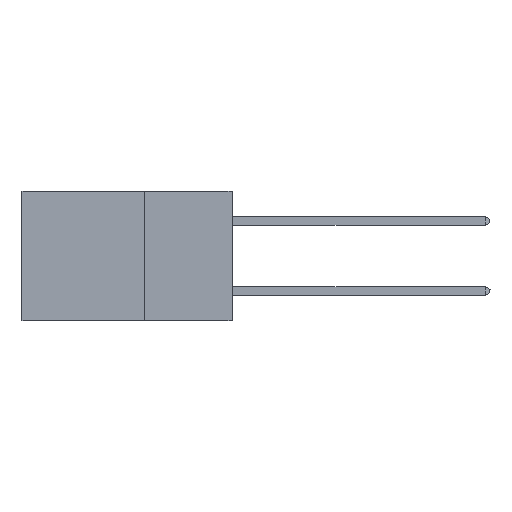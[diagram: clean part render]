
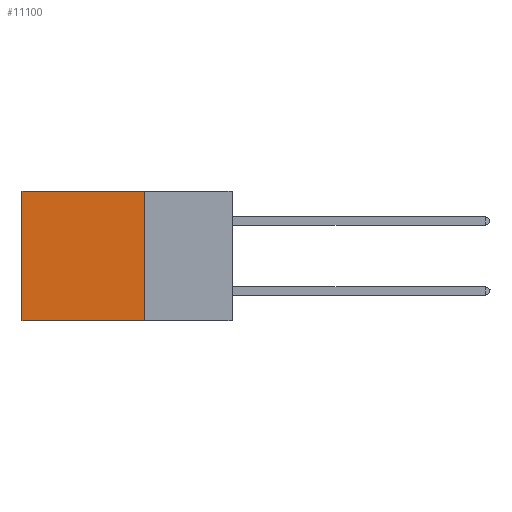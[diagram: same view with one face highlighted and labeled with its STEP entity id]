
A CAD part, left-side view. The second image highlights one B-rep face of the part: STEP entity #11100.
In plain terms, the highlighted planar face has unit normal (-1, 0, 0).
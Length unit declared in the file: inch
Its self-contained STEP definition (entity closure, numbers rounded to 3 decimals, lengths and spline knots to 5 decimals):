
#420 = VECTOR ( 'NONE', #23586, 39.37008 ) ;
#2069 = ORIENTED_EDGE ( 'NONE', *, *, #12204, .T. ) ;
#2227 = EDGE_CURVE ( 'NONE', #41904, #29300, #36773, .T. ) ;
#3411 = EDGE_CURVE ( 'NONE', #29300, #5501, #20574, .T. ) ;
#4884 = DIRECTION ( 'NONE',  ( 1., 0., 0. ) ) ;
#5501 = VERTEX_POINT ( 'NONE', #17073 ) ;
#5897 = CARTESIAN_POINT ( 'NONE',  ( 0.2875, 0.25, 0. ) ) ;
#6479 = VECTOR ( 'NONE', #22111, 39.37008 ) ;
#9318 = LINE ( 'NONE', #14126, #420 ) ;
#10852 = EDGE_LOOP ( 'NONE', ( #2069, #15317, #36391, #23739 ) ) ;
#11100 = ADVANCED_FACE ( 'NONE', ( #30688 ), #34694, .F. ) ;
#11244 = AXIS2_PLACEMENT_3D ( 'NONE', #5897, #4884, #21779 ) ;
#11280 = VECTOR ( 'NONE', #17837, 39.37008 ) ;
#11417 = CARTESIAN_POINT ( 'NONE',  ( 0.2875, 0.25, 0. ) ) ;
#12204 = EDGE_CURVE ( 'NONE', #25806, #5501, #9318, .T. ) ;
#13163 = DIRECTION ( 'NONE',  ( 0., 1., 0. ) ) ;
#14126 = CARTESIAN_POINT ( 'NONE',  ( 0.2875, 0.6, 0. ) ) ;
#15317 = ORIENTED_EDGE ( 'NONE', *, *, #3411, .F. ) ;
#17073 = CARTESIAN_POINT ( 'NONE',  ( 0.2875, 0.6, -0.37 ) ) ;
#17837 = DIRECTION ( 'NONE',  ( 0., 0., -1. ) ) ;
#18213 = CARTESIAN_POINT ( 'NONE',  ( 0.2875, 0.25, -0.37 ) ) ;
#20574 = LINE ( 'NONE', #42571, #34052 ) ;
#20915 = CARTESIAN_POINT ( 'NONE',  ( 0.2875, 0.25, 0. ) ) ;
#21779 = DIRECTION ( 'NONE',  ( 0., 0., -1. ) ) ;
#22111 = DIRECTION ( 'NONE',  ( 0., 1., 0. ) ) ;
#23431 = EDGE_CURVE ( 'NONE', #41904, #25806, #28312, .T. ) ;
#23586 = DIRECTION ( 'NONE',  ( 0., 0., -1. ) ) ;
#23739 = ORIENTED_EDGE ( 'NONE', *, *, #23431, .T. ) ;
#25806 = VERTEX_POINT ( 'NONE', #32086 ) ;
#28312 = LINE ( 'NONE', #42074, #6479 ) ;
#29300 = VERTEX_POINT ( 'NONE', #18213 ) ;
#30688 = FACE_OUTER_BOUND ( 'NONE', #10852, .T. ) ;
#32086 = CARTESIAN_POINT ( 'NONE',  ( 0.2875, 0.6, 0. ) ) ;
#34052 = VECTOR ( 'NONE', #13163, 39.37008 ) ;
#34694 = PLANE ( 'NONE',  #11244 ) ;
#36391 = ORIENTED_EDGE ( 'NONE', *, *, #2227, .F. ) ;
#36773 = LINE ( 'NONE', #20915, #11280 ) ;
#41904 = VERTEX_POINT ( 'NONE', #11417 ) ;
#42074 = CARTESIAN_POINT ( 'NONE',  ( 0.2875, 0.25, 0. ) ) ;
#42571 = CARTESIAN_POINT ( 'NONE',  ( 0.2875, 0.25, -0.37 ) ) ;
